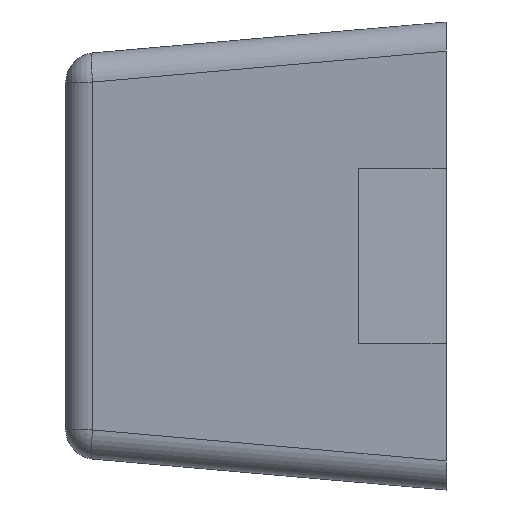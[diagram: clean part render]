
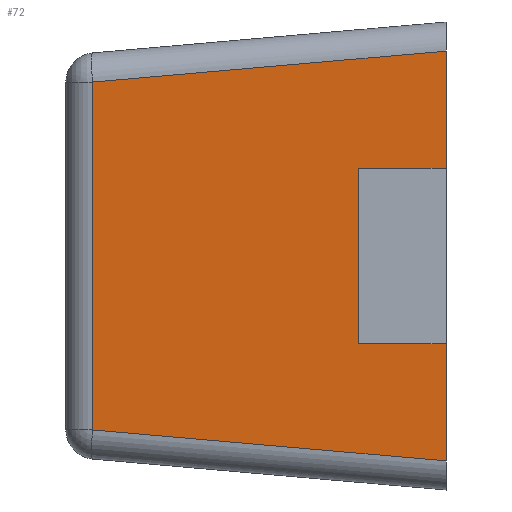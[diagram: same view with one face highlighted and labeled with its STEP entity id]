
A CAD part, left-side view. The second image highlights one B-rep face of the part: STEP entity #72.
In plain terms, the highlighted planar face has unit normal (-0.996, 0.087, 0).
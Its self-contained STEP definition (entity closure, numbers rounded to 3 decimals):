
#27 = LINE ( 'NONE', #827, #756 ) ;
#49 = VERTEX_POINT ( 'NONE', #740 ) ;
#50 = CARTESIAN_POINT ( 'NONE',  ( -0.6, 0., 0.4 ) ) ;
#64 = ORIENTED_EDGE ( 'NONE', *, *, #491, .F. ) ;
#72 = ADVANCED_FACE ( 'NONE', ( #396 ), #128, .T. ) ;
#74 = CARTESIAN_POINT ( 'NONE',  ( -0.6, 0., 0.15 ) ) ;
#92 = CARTESIAN_POINT ( 'NONE',  ( -0.594, 0.065, -0.345 ) ) ;
#93 = CARTESIAN_POINT ( 'NONE',  ( -0.6, 0., 0.4 ) ) ;
#115 = LINE ( 'NONE', #692, #367 ) ;
#124 = EDGE_LOOP ( 'NONE', ( #770, #512, #442, #631, #935, #608, #64, #809 ) ) ;
#128 = PLANE ( 'NONE',  #399 ) ;
#152 = CARTESIAN_POINT ( 'NONE',  ( -0.6, 0., -0.35 ) ) ;
#164 = CARTESIAN_POINT ( 'NONE',  ( -0.6, 0., 0.4 ) ) ;
#190 = VERTEX_POINT ( 'NONE', #152 ) ;
#205 = CARTESIAN_POINT ( 'NONE',  ( -0.587, 0.15, -0.15 ) ) ;
#228 = VECTOR ( 'NONE', #781, 1000. ) ;
#239 = VERTEX_POINT ( 'NONE', #279 ) ;
#244 = DIRECTION ( 'NONE',  ( -0.087, -0.996, 0. ) ) ;
#249 = VECTOR ( 'NONE', #244, 1000. ) ;
#269 = VECTOR ( 'NONE', #510, 1000. ) ;
#279 = CARTESIAN_POINT ( 'NONE',  ( -0.587, 0.15, 0.15 ) ) ;
#307 = CARTESIAN_POINT ( 'NONE',  ( -0.6, 0., 0.15 ) ) ;
#311 = EDGE_CURVE ( 'NONE', #375, #239, #806, .T. ) ;
#315 = VECTOR ( 'NONE', #658, 1000. ) ;
#322 = DIRECTION ( 'NONE',  ( 0.087, 0.992, -0.087 ) ) ;
#348 = VERTEX_POINT ( 'NONE', #365 ) ;
#354 = VECTOR ( 'NONE', #456, 1000. ) ;
#365 = CARTESIAN_POINT ( 'NONE',  ( -0.547, 0.604, -0.297 ) ) ;
#367 = VECTOR ( 'NONE', #421, 1000. ) ;
#375 = VERTEX_POINT ( 'NONE', #307 ) ;
#391 = CARTESIAN_POINT ( 'NONE',  ( -0.6, -0.004, 0.351 ) ) ;
#396 = FACE_OUTER_BOUND ( 'NONE', #124, .T. ) ;
#399 = AXIS2_PLACEMENT_3D ( 'NONE', #50, #698, #632 ) ;
#407 = EDGE_CURVE ( 'NONE', #912, #462, #484, .T. ) ;
#421 = DIRECTION ( 'NONE',  ( 0., 0., 1. ) ) ;
#442 = ORIENTED_EDGE ( 'NONE', *, *, #407, .T. ) ;
#450 = VECTOR ( 'NONE', #322, 1000. ) ;
#454 = CARTESIAN_POINT ( 'NONE',  ( -0.547, 0.604, 0.297 ) ) ;
#456 = DIRECTION ( 'NONE',  ( -0.087, -0.992, -0.087 ) ) ;
#462 = VERTEX_POINT ( 'NONE', #454 ) ;
#475 = LINE ( 'NONE', #520, #249 ) ;
#480 = EDGE_CURVE ( 'NONE', #190, #49, #553, .T. ) ;
#484 = LINE ( 'NONE', #391, #450 ) ;
#487 = EDGE_CURVE ( 'NONE', #375, #912, #857, .T. ) ;
#491 = EDGE_CURVE ( 'NONE', #749, #49, #475, .T. ) ;
#510 = DIRECTION ( 'NONE',  ( 0., 0., 1. ) ) ;
#512 = ORIENTED_EDGE ( 'NONE', *, *, #487, .T. ) ;
#520 = CARTESIAN_POINT ( 'NONE',  ( -0.6, 0., -0.15 ) ) ;
#553 = LINE ( 'NONE', #164, #315 ) ;
#584 = EDGE_CURVE ( 'NONE', #462, #348, #27, .T. ) ;
#586 = LINE ( 'NONE', #92, #354 ) ;
#608 = ORIENTED_EDGE ( 'NONE', *, *, #480, .T. ) ;
#631 = ORIENTED_EDGE ( 'NONE', *, *, #584, .T. ) ;
#632 = DIRECTION ( 'NONE',  ( -0.087, -0.996, 0. ) ) ;
#658 = DIRECTION ( 'NONE',  ( 0., 0., 1. ) ) ;
#692 = CARTESIAN_POINT ( 'NONE',  ( -0.587, 0.15, 0.4 ) ) ;
#698 = DIRECTION ( 'NONE',  ( -0.996, 0.087, 0. ) ) ;
#723 = CARTESIAN_POINT ( 'NONE',  ( -0.6, 0., 0.35 ) ) ;
#736 = EDGE_CURVE ( 'NONE', #749, #239, #115, .T. ) ;
#740 = CARTESIAN_POINT ( 'NONE',  ( -0.6, 0., -0.15 ) ) ;
#749 = VERTEX_POINT ( 'NONE', #205 ) ;
#756 = VECTOR ( 'NONE', #903, 1000. ) ;
#770 = ORIENTED_EDGE ( 'NONE', *, *, #311, .F. ) ;
#781 = DIRECTION ( 'NONE',  ( 0.087, 0.996, 0. ) ) ;
#806 = LINE ( 'NONE', #74, #228 ) ;
#809 = ORIENTED_EDGE ( 'NONE', *, *, #736, .T. ) ;
#827 = CARTESIAN_POINT ( 'NONE',  ( -0.547, 0.604, -0.343 ) ) ;
#857 = LINE ( 'NONE', #93, #269 ) ;
#893 = EDGE_CURVE ( 'NONE', #348, #190, #586, .T. ) ;
#903 = DIRECTION ( 'NONE',  ( 0., 0., -1. ) ) ;
#912 = VERTEX_POINT ( 'NONE', #723 ) ;
#935 = ORIENTED_EDGE ( 'NONE', *, *, #893, .T. ) ;
